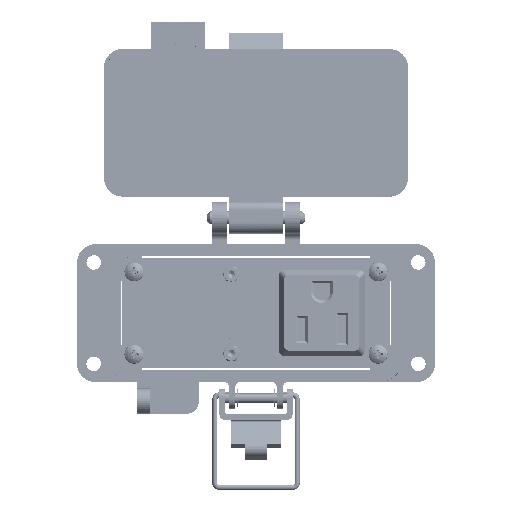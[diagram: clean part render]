
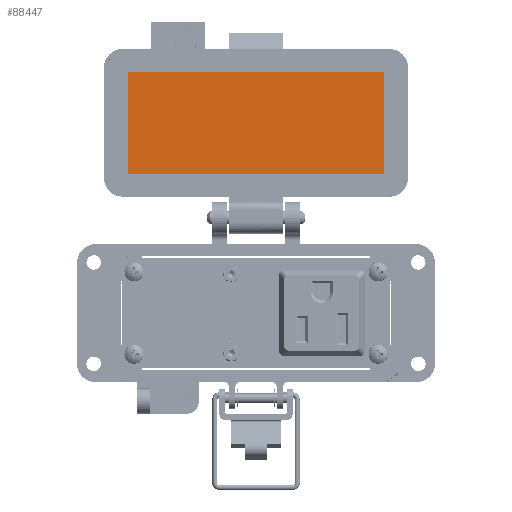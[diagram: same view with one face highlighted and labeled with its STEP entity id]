
A CAD part, top view. The second image highlights one B-rep face of the part: STEP entity #88447.
In plain terms, the highlighted planar face has unit normal (0, 0, 1).
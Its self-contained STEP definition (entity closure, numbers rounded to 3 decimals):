
#1386 = EDGE_CURVE ( 'NONE', #6606, #9927, #6414, .T. ) ;
#6414 = LINE ( 'NONE', #6886, #48269 ) ;
#6606 = VERTEX_POINT ( 'NONE', #35550 ) ;
#6886 = CARTESIAN_POINT ( 'NONE',  ( 40.25, 67.154, -25.55 ) ) ;
#9172 = VECTOR ( 'NONE', #51021, 1000. ) ;
#9255 = LINE ( 'NONE', #74658, #45538 ) ;
#9927 = VERTEX_POINT ( 'NONE', #14973 ) ;
#14973 = CARTESIAN_POINT ( 'NONE',  ( 40.25, 51.154, -25.55 ) ) ;
#15833 = LINE ( 'NONE', #44558, #32535 ) ;
#18188 = EDGE_CURVE ( 'NONE', #81503, #6606, #49174, .T. ) ;
#20152 = DIRECTION ( 'NONE',  ( 0., 0., 1. ) ) ;
#21854 = ORIENTED_EDGE ( 'NONE', *, *, #1386, .F. ) ;
#31632 = CARTESIAN_POINT ( 'NONE',  ( -40.25, 51.154, -25.55 ) ) ;
#32535 = VECTOR ( 'NONE', #73258, 1000. ) ;
#34779 = PLANE ( 'NONE',  #44141 ) ;
#35439 = ORIENTED_EDGE ( 'NONE', *, *, #85984, .F. ) ;
#35550 = CARTESIAN_POINT ( 'NONE',  ( 40.25, 83.154, -25.55 ) ) ;
#41758 = DIRECTION ( 'NONE',  ( 0., -1., 0. ) ) ;
#41832 = CARTESIAN_POINT ( 'NONE',  ( -8.5, 67.154, -25.55 ) ) ;
#42450 = ORIENTED_EDGE ( 'NONE', *, *, #92551, .F. ) ;
#44141 = AXIS2_PLACEMENT_3D ( 'NONE', #41832, #20152, #47937 ) ;
#44149 = DIRECTION ( 'NONE',  ( -1., 0., 0. ) ) ;
#44558 = CARTESIAN_POINT ( 'NONE',  ( -40.25, 67.154, -25.55 ) ) ;
#45538 = VECTOR ( 'NONE', #44149, 1000. ) ;
#46934 = VERTEX_POINT ( 'NONE', #31632 ) ;
#47937 = DIRECTION ( 'NONE',  ( 0., -1., 0. ) ) ;
#48269 = VECTOR ( 'NONE', #41758, 1000. ) ;
#49174 = LINE ( 'NONE', #58072, #9172 ) ;
#50469 = ORIENTED_EDGE ( 'NONE', *, *, #18188, .F. ) ;
#51021 = DIRECTION ( 'NONE',  ( 1., 0., 0. ) ) ;
#58072 = CARTESIAN_POINT ( 'NONE',  ( -8.5, 83.154, -25.55 ) ) ;
#63932 = EDGE_LOOP ( 'NONE', ( #50469, #42450, #35439, #21854 ) ) ;
#73258 = DIRECTION ( 'NONE',  ( 0., 1., 0. ) ) ;
#74658 = CARTESIAN_POINT ( 'NONE',  ( 42., 51.154, -25.55 ) ) ;
#80169 = CARTESIAN_POINT ( 'NONE',  ( -40.25, 83.154, -25.55 ) ) ;
#81503 = VERTEX_POINT ( 'NONE', #80169 ) ;
#84594 = FACE_OUTER_BOUND ( 'NONE', #63932, .T. ) ;
#85984 = EDGE_CURVE ( 'NONE', #9927, #46934, #9255, .T. ) ;
#88447 = ADVANCED_FACE ( 'NONE', ( #84594 ), #34779, .T. ) ;
#92551 = EDGE_CURVE ( 'NONE', #46934, #81503, #15833, .T. ) ;
